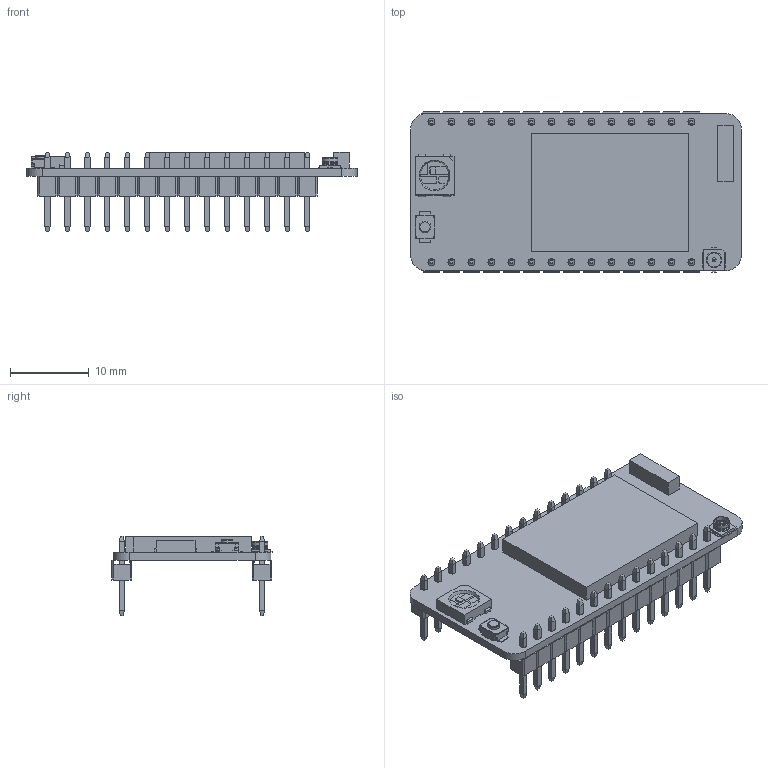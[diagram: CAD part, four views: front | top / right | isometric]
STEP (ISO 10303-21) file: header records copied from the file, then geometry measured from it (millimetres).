
FILE_DESCRIPTION(('FreeCAD Model'),'2;1');
FILE_NAME('WiPy_tht_headers.step','2020-08-26T12:57:18',( 'Author'),(''),'Open CASCADE STEP processor 7.3','FreeCAD','Unknown' );
FILE_SCHEMA(('AUTOMOTIVE_DESIGN { 1 0 10303 214 1 1 1 1 }'));
Length unit declared in the file: millimetre
Products named in the file (20): PCB; Board; Open_CASCADE_STEP_translator_6.8_2.1.1; J4; BG030-14-A-0400-0300-N-G_RGB8421504; _BG030-14-A-0450-0300-N-G_H001; _BG030-14-A-0450-0300-N-G_P027; J3; BG030-14-A-0400-0300-N-G_RGB8421505; D1; WS2812_RGB_LED_updated_RGB8421504; Free-Models; U.FL_RGB8421504; SOLID228; TACT_SW_RGB8421504; SOLID208; 5750131904; Extruded; 5750138864; Extruded001
Assembly tree (47 placements, depth 4):
  PCB
    Board
      Open_CASCADE_STEP_translator_6.8_2.1.1
    J4
      BG030-14-A-0400-0300-N-G_RGB8421504
        _BG030-14-A-0450-0300-N-G_H001
        _BG030-14-A-0450-0300-N-G_P027  x14
    J3
      BG030-14-A-0400-0300-N-G_RGB8421505
        _BG030-14-A-0450-0300-N-G_H001
        _BG030-14-A-0450-0300-N-G_P027  x14
    D1
      WS2812_RGB_LED_updated_RGB8421504
    Free-Models
      U.FL_RGB8421504
        SOLID228
      TACT_SW_RGB8421504
        SOLID208
      5750131904
        Extruded
      5750138864
        Extruded001
Bounding box: 42 x 20.34 x 10.04 mm (x, y, z)
Volume: 1983.7 mm3; surface area: 4457.7 mm2
Topology: 36 solids, 36 shells, 1111 faces, 2784 edges, 1722 vertices
Faces by surface type: plane 912, cylinder 157, torus 20, sphere 17, cone 3, bspline 2
Full cylindrical faces by diameter (mm): 0.889 x28, 1.146 x1, 1.5 x1
Entity records: 45868 total; most frequent: CARTESIAN_POINT 9990, DIRECTION 6109, LINE 4030, VECTOR 4030, ORIENTED_EDGE 3146, PCURVE 3146, DEFINITIONAL_REPRESENTATION 3146, EDGE_CURVE 1573
